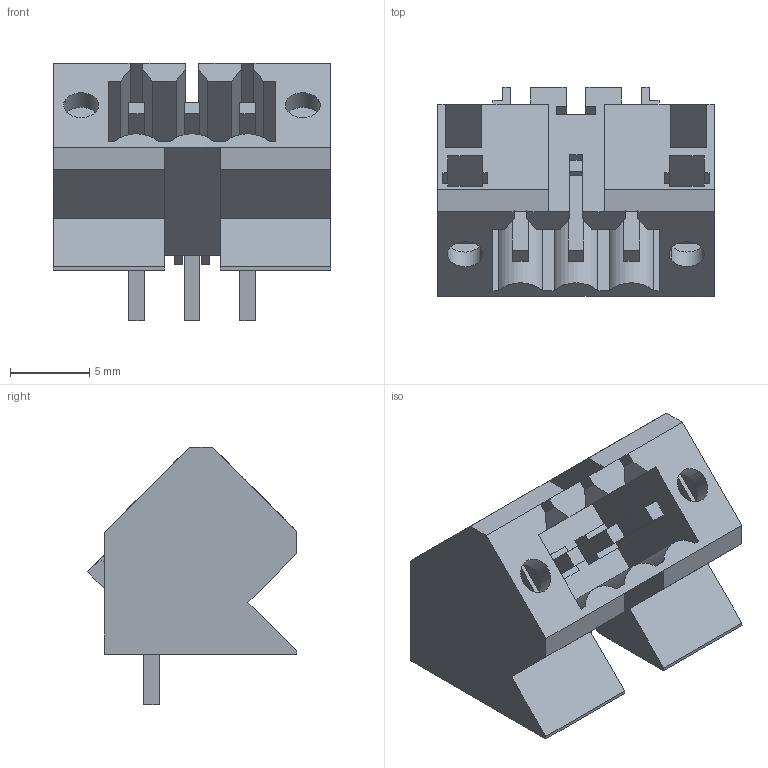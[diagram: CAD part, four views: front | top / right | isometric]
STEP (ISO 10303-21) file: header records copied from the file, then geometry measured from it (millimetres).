
FILE_DESCRIPTION(('CATIA V5 STEP Exchange','CAx-IF Rec.Pracs.--- Model Styling and Organization---1.2---2011-12-15'),'2;1');
FILE_NAME ('D1446361_0_1003520000_1003520000.stp','2018-03-23T12:35:22+00:00',('none'),('Weidmueller'),'CATIA Version 5-6 Release 2014','CATIA V5 STEP AP214','none');
FILE_SCHEMA(('AUTOMOTIVE_DESIGN { 1 0 10303 214 1 1 1 1 }'));
Length unit declared in the file: millimetre
Products named in the file (1): 1003520000
Bounding box: 17.45 x 13.15 x 16.23 mm (x, y, z)
Volume: 1064.8 mm3; surface area: 2286.4 mm2
Topology: 4 solids, 4 shells, 248 faces, 703 edges, 460 vertices
Faces by surface type: plane 241, cylinder 7
Entity records: 7579 total; most frequent: ORIENTED_EDGE 1406, CARTESIAN_POINT 1378, DIRECTION 1051, EDGE_CURVE 703, VECTOR 685, LINE 685, VERTEX_POINT 460, EDGE_LOOP 267
